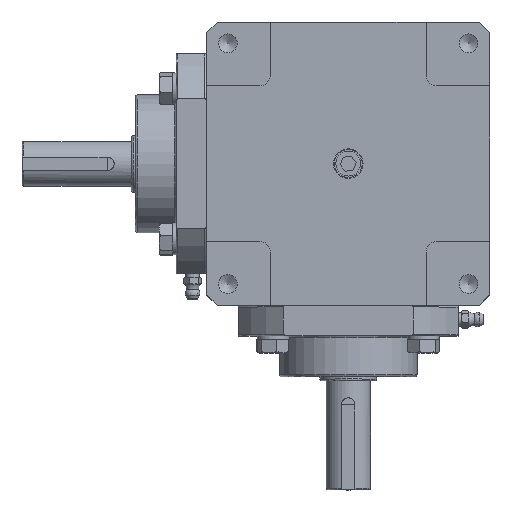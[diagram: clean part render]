
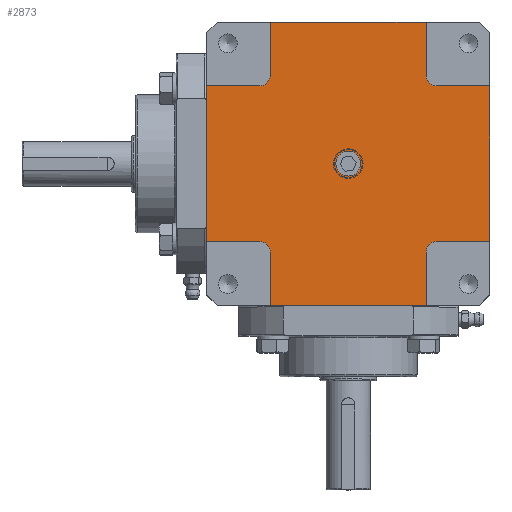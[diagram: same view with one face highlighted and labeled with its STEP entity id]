
A CAD part, top view. The second image highlights one B-rep face of the part: STEP entity #2873.
In plain terms, the highlighted planar face has unit normal (0, 0, 1).
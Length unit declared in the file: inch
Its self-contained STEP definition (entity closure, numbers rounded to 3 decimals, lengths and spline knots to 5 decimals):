
#692=CARTESIAN_POINT('',(3.27773,-0.45826,4.0));
#693=VERTEX_POINT('',#692);
#700=CARTESIAN_POINT('',(0.52773,-0.45826,4.0));
#701=VERTEX_POINT('',#700);
#702=CARTESIAN_POINT('',(3.27773,-0.45826,4.0));
#703=DIRECTION('',(-1.0,0.0,0.0));
#704=VECTOR('',#703,2.75);
#705=LINE('',#702,#704);
#706=EDGE_CURVE('',#693,#701,#705,.T.);
#879=CARTESIAN_POINT('',(-0.59727,0.66674,4.0));
#880=VERTEX_POINT('',#879);
#887=CARTESIAN_POINT('',(-0.59727,3.41674,4.0));
#888=VERTEX_POINT('',#887);
#889=CARTESIAN_POINT('',(-0.59727,0.66674,4.0));
#890=DIRECTION('',(0.0,1.0,0.0));
#891=VECTOR('',#890,2.75);
#892=LINE('',#889,#891);
#893=EDGE_CURVE('',#880,#888,#892,.T.);
#1053=CARTESIAN_POINT('',(4.40273,3.41674,4.0));
#1054=VERTEX_POINT('',#1053);
#1061=CARTESIAN_POINT('',(4.40273,0.66674,4.0));
#1062=VERTEX_POINT('',#1061);
#1063=CARTESIAN_POINT('',(4.40273,3.41674,4.0));
#1064=DIRECTION('',(0.0,-1.0,0.0));
#1065=VECTOR('',#1064,2.75);
#1066=LINE('',#1063,#1065);
#1067=EDGE_CURVE('',#1054,#1062,#1066,.T.);
#1430=CARTESIAN_POINT('',(2.12148,2.04174,4.0));
#1431=VERTEX_POINT('',#1430);
#1432=CARTESIAN_POINT('',(1.90273,2.04174,4.0));
#1433=DIRECTION('',(0.0,0.0,-1.0));
#1434=DIRECTION('',(1.0,0.0,0.0));
#1435=AXIS2_PLACEMENT_3D('',#1432,#1433,#1434);
#1436=CIRCLE('',#1435,0.21875);
#1437=EDGE_CURVE('',#1431,#1431,#1436,.T.);
#2515=CARTESIAN_POINT('',(3.27773,0.47874,4.0));
#2516=VERTEX_POINT('',#2515);
#2523=CARTESIAN_POINT('',(3.27773,-0.45826,4.0));
#2524=DIRECTION('',(0.0,1.0,0.0));
#2525=VECTOR('',#2524,0.937);
#2526=LINE('',#2523,#2525);
#2527=EDGE_CURVE('',#693,#2516,#2526,.T.);
#2547=CARTESIAN_POINT('',(3.46573,0.66674,4.0));
#2548=VERTEX_POINT('',#2547);
#2555=CARTESIAN_POINT('',(3.46573,0.47874,4.0));
#2556=DIRECTION('',(0.0,0.0,-1.0));
#2557=DIRECTION('',(0.0,1.0,0.0));
#2558=AXIS2_PLACEMENT_3D('',#2555,#2556,#2557);
#2559=CIRCLE('',#2558,0.188);
#2560=EDGE_CURVE('',#2516,#2548,#2559,.T.);
#2578=CARTESIAN_POINT('',(3.46573,0.66674,4.0));
#2579=DIRECTION('',(1.0,0.0,0.0));
#2580=VECTOR('',#2579,0.937);
#2581=LINE('',#2578,#2580);
#2582=EDGE_CURVE('',#2548,#1062,#2581,.T.);
#2611=CARTESIAN_POINT('',(0.33973,0.66674,4.0));
#2612=VERTEX_POINT('',#2611);
#2619=CARTESIAN_POINT('',(-0.59727,0.66674,4.0));
#2620=DIRECTION('',(1.0,0.0,0.0));
#2621=VECTOR('',#2620,0.937);
#2622=LINE('',#2619,#2621);
#2623=EDGE_CURVE('',#880,#2612,#2622,.T.);
#2635=CARTESIAN_POINT('',(0.52773,0.47874,4.0));
#2636=VERTEX_POINT('',#2635);
#2643=CARTESIAN_POINT('',(0.33973,0.47874,4.0));
#2644=DIRECTION('',(0.0,0.0,-1.0));
#2645=DIRECTION('',(1.0,0.0,0.0));
#2646=AXIS2_PLACEMENT_3D('',#2643,#2644,#2645);
#2647=CIRCLE('',#2646,0.188);
#2648=EDGE_CURVE('',#2612,#2636,#2647,.T.);
#2661=CARTESIAN_POINT('',(0.52773,0.47874,4.0));
#2662=DIRECTION('',(0.0,-1.0,0.0));
#2663=VECTOR('',#2662,0.937);
#2664=LINE('',#2661,#2663);
#2665=EDGE_CURVE('',#2636,#701,#2664,.T.);
#2677=CARTESIAN_POINT('',(0.52773,3.60474,4.0));
#2678=VERTEX_POINT('',#2677);
#2685=CARTESIAN_POINT('',(0.52773,4.54174,4.0));
#2686=VERTEX_POINT('',#2685);
#2687=CARTESIAN_POINT('',(0.52773,4.54174,4.0));
#2688=DIRECTION('',(0.0,-1.0,0.0));
#2689=VECTOR('',#2688,0.937);
#2690=LINE('',#2687,#2689);
#2691=EDGE_CURVE('',#2686,#2678,#2690,.T.);
#2708=CARTESIAN_POINT('',(0.33973,3.41674,4.0));
#2709=VERTEX_POINT('',#2708);
#2716=CARTESIAN_POINT('',(0.33973,3.60474,4.0));
#2717=DIRECTION('',(0.0,0.0,-1.0));
#2718=DIRECTION('',(0.0,-1.0,0.0));
#2719=AXIS2_PLACEMENT_3D('',#2716,#2717,#2718);
#2720=CIRCLE('',#2719,0.188);
#2721=EDGE_CURVE('',#2678,#2709,#2720,.T.);
#2734=CARTESIAN_POINT('',(0.33973,3.41674,4.0));
#2735=DIRECTION('',(-1.0,0.0,0.0));
#2736=VECTOR('',#2735,0.937);
#2737=LINE('',#2734,#2736);
#2738=EDGE_CURVE('',#2709,#888,#2737,.T.);
#2750=CARTESIAN_POINT('',(3.46573,3.41674,4.0));
#2751=VERTEX_POINT('',#2750);
#2758=CARTESIAN_POINT('',(4.40273,3.41674,4.0));
#2759=DIRECTION('',(-1.0,0.0,0.0));
#2760=VECTOR('',#2759,0.937);
#2761=LINE('',#2758,#2760);
#2762=EDGE_CURVE('',#1054,#2751,#2761,.T.);
#2774=CARTESIAN_POINT('',(3.27773,3.60474,4.0));
#2775=VERTEX_POINT('',#2774);
#2782=CARTESIAN_POINT('',(3.46573,3.60474,4.0));
#2783=DIRECTION('',(0.0,0.0,-1.0));
#2784=DIRECTION('',(-1.0,0.0,0.0));
#2785=AXIS2_PLACEMENT_3D('',#2782,#2783,#2784);
#2786=CIRCLE('',#2785,0.188);
#2787=EDGE_CURVE('',#2751,#2775,#2786,.T.);
#2799=CARTESIAN_POINT('',(3.27773,4.54174,4.0));
#2800=VERTEX_POINT('',#2799);
#2807=CARTESIAN_POINT('',(3.27773,3.60474,4.0));
#2808=DIRECTION('',(0.0,1.0,0.0));
#2809=VECTOR('',#2808,0.937);
#2810=LINE('',#2807,#2809);
#2811=EDGE_CURVE('',#2775,#2800,#2810,.T.);
#2825=CARTESIAN_POINT('',(0.52773,4.54174,4.0));
#2826=DIRECTION('',(1.0,0.0,0.0));
#2827=VECTOR('',#2826,2.75);
#2828=LINE('',#2825,#2827);
#2829=EDGE_CURVE('',#2686,#2800,#2828,.T.);
#2847=CARTESIAN_POINT('',(1.90273,2.04174,4.0));
#2848=DIRECTION('',(0.0,0.0,1.0));
#2849=DIRECTION('',(1.0,0.0,0.0));
#2850=AXIS2_PLACEMENT_3D('',#2847,#2848,#2849);
#2851=PLANE('',#2850);
#2852=ORIENTED_EDGE('',*,*,#2582,.T.);
#2853=ORIENTED_EDGE('',*,*,#1067,.F.);
#2854=ORIENTED_EDGE('',*,*,#2762,.T.);
#2855=ORIENTED_EDGE('',*,*,#2787,.T.);
#2856=ORIENTED_EDGE('',*,*,#2811,.T.);
#2857=ORIENTED_EDGE('',*,*,#2829,.F.);
#2858=ORIENTED_EDGE('',*,*,#2691,.T.);
#2859=ORIENTED_EDGE('',*,*,#2721,.T.);
#2860=ORIENTED_EDGE('',*,*,#2738,.T.);
#2861=ORIENTED_EDGE('',*,*,#893,.F.);
#2862=ORIENTED_EDGE('',*,*,#2623,.T.);
#2863=ORIENTED_EDGE('',*,*,#2648,.T.);
#2864=ORIENTED_EDGE('',*,*,#2665,.T.);
#2865=ORIENTED_EDGE('',*,*,#706,.F.);
#2866=ORIENTED_EDGE('',*,*,#2527,.T.);
#2867=ORIENTED_EDGE('',*,*,#2560,.T.);
#2868=EDGE_LOOP('',(#2852,#2853,#2854,#2855,#2856,#2857,#2858,#2859,#2860,#2861,#2862,#2863,#2864,#2865,#2866,#2867));
#2869=FACE_OUTER_BOUND('',#2868,.T.);
#2870=ORIENTED_EDGE('',*,*,#1437,.T.);
#2871=EDGE_LOOP('',(#2870));
#2872=FACE_BOUND('',#2871,.T.);
#2873=ADVANCED_FACE('',(#2869,#2872),#2851,.T.);
